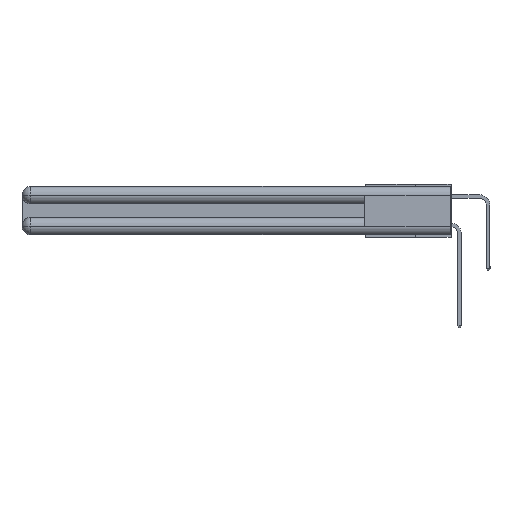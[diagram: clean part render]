
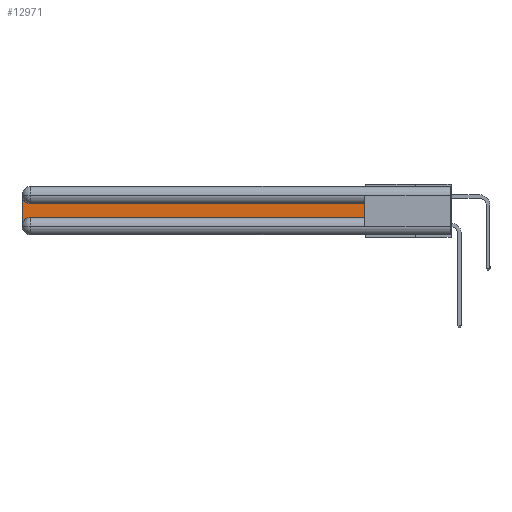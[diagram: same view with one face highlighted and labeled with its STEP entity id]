
A CAD part, left-side view. The second image highlights one B-rep face of the part: STEP entity #12971.
In plain terms, the highlighted planar face has unit normal (-1, 0, 0).
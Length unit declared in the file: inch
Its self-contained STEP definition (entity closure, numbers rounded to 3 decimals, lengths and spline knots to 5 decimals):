
#19 = VERTEX_POINT ( 'NONE', #28461 ) ;
#331 = VERTEX_POINT ( 'NONE', #29055 ) ;
#1316 = EDGE_LOOP ( 'NONE', ( #18856, #2836, #27706, #9449, #13968, #19656 ) ) ;
#1599 = DIRECTION ( 'NONE',  ( 1., 0., 0. ) ) ;
#2346 = VERTEX_POINT ( 'NONE', #8473 ) ;
#2625 = CARTESIAN_POINT ( 'NONE',  ( 0.075, 2.94, -0.1225 ) ) ;
#2836 = ORIENTED_EDGE ( 'NONE', *, *, #24887, .T. ) ;
#3199 = CIRCLE ( 'NONE', #14700, 0.06 ) ;
#5570 = CARTESIAN_POINT ( 'NONE',  ( 0.075, 3., -0.0625 ) ) ;
#7989 = CARTESIAN_POINT ( 'NONE',  ( 0.075, 0.6, -0.2175 ) ) ;
#8473 = CARTESIAN_POINT ( 'NONE',  ( 0.075, 3., -0.2775 ) ) ;
#9449 = ORIENTED_EDGE ( 'NONE', *, *, #19728, .T. ) ;
#9564 = CARTESIAN_POINT ( 'NONE',  ( 0.075, 3., -0.2175 ) ) ;
#9682 = DIRECTION ( 'NONE',  ( 0., 0., -1. ) ) ;
#9870 = EDGE_CURVE ( 'NONE', #19278, #2346, #15611, .T. ) ;
#9887 = PLANE ( 'NONE',  #31786 ) ;
#9990 = DIRECTION ( 'NONE',  ( 1., 0., 0. ) ) ;
#10686 = VECTOR ( 'NONE', #13679, 39.37008 ) ;
#11387 = VERTEX_POINT ( 'NONE', #2625 ) ;
#12185 = CARTESIAN_POINT ( 'NONE',  ( 0.075, 2.94, -0.0625 ) ) ;
#12477 = VERTEX_POINT ( 'NONE', #7989 ) ;
#12971 = ADVANCED_FACE ( 'NONE', ( #30432 ), #9887, .F. ) ;
#13679 = DIRECTION ( 'NONE',  ( 0., 0., 1. ) ) ;
#13968 = ORIENTED_EDGE ( 'NONE', *, *, #17114, .T. ) ;
#14342 = CARTESIAN_POINT ( 'NONE',  ( 0.075, 2.94, -0.2775 ) ) ;
#14700 = AXIS2_PLACEMENT_3D ( 'NONE', #12185, #1599, #17020 ) ;
#15344 = CIRCLE ( 'NONE', #20316, 0.06 ) ;
#15611 = LINE ( 'NONE', #9564, #25300 ) ;
#16302 = LINE ( 'NONE', #27835, #23270 ) ;
#17020 = DIRECTION ( 'NONE',  ( 0., 0., -1. ) ) ;
#17114 = EDGE_CURVE ( 'NONE', #331, #12477, #16302, .T. ) ;
#18636 = VECTOR ( 'NONE', #29120, 39.37008 ) ;
#18856 = ORIENTED_EDGE ( 'NONE', *, *, #28679, .T. ) ;
#19189 = DIRECTION ( 'NONE',  ( 0., 0., -1. ) ) ;
#19278 = VERTEX_POINT ( 'NONE', #5570 ) ;
#19656 = ORIENTED_EDGE ( 'NONE', *, *, #27121, .T. ) ;
#19728 = EDGE_CURVE ( 'NONE', #2346, #331, #15344, .T. ) ;
#20316 = AXIS2_PLACEMENT_3D ( 'NONE', #14342, #29345, #21591 ) ;
#21591 = DIRECTION ( 'NONE',  ( 0., 0., -1. ) ) ;
#23270 = VECTOR ( 'NONE', #30540, 39.37008 ) ;
#24887 = EDGE_CURVE ( 'NONE', #11387, #19278, #3199, .T. ) ;
#25203 = LINE ( 'NONE', #26636, #18636 ) ;
#25300 = VECTOR ( 'NONE', #19189, 39.37008 ) ;
#26636 = CARTESIAN_POINT ( 'NONE',  ( 0.075, 0.6, -0.1225 ) ) ;
#27121 = EDGE_CURVE ( 'NONE', #12477, #19, #29194, .T. ) ;
#27706 = ORIENTED_EDGE ( 'NONE', *, *, #9870, .T. ) ;
#27835 = CARTESIAN_POINT ( 'NONE',  ( 0.075, 0.6, -0.2175 ) ) ;
#28359 = CARTESIAN_POINT ( 'NONE',  ( 0.075, 0.6, -0.2175 ) ) ;
#28461 = CARTESIAN_POINT ( 'NONE',  ( 0.075, 0.6, -0.1225 ) ) ;
#28679 = EDGE_CURVE ( 'NONE', #19, #11387, #25203, .T. ) ;
#29055 = CARTESIAN_POINT ( 'NONE',  ( 0.075, 2.94, -0.2175 ) ) ;
#29120 = DIRECTION ( 'NONE',  ( 0., 1., 0. ) ) ;
#29194 = LINE ( 'NONE', #28359, #10686 ) ;
#29345 = DIRECTION ( 'NONE',  ( 1., 0., 0. ) ) ;
#30432 = FACE_OUTER_BOUND ( 'NONE', #1316, .T. ) ;
#30540 = DIRECTION ( 'NONE',  ( 0., -1., 0. ) ) ;
#31766 = CARTESIAN_POINT ( 'NONE',  ( 0.075, 3., -0.1225 ) ) ;
#31786 = AXIS2_PLACEMENT_3D ( 'NONE', #31766, #9990, #9682 ) ;
